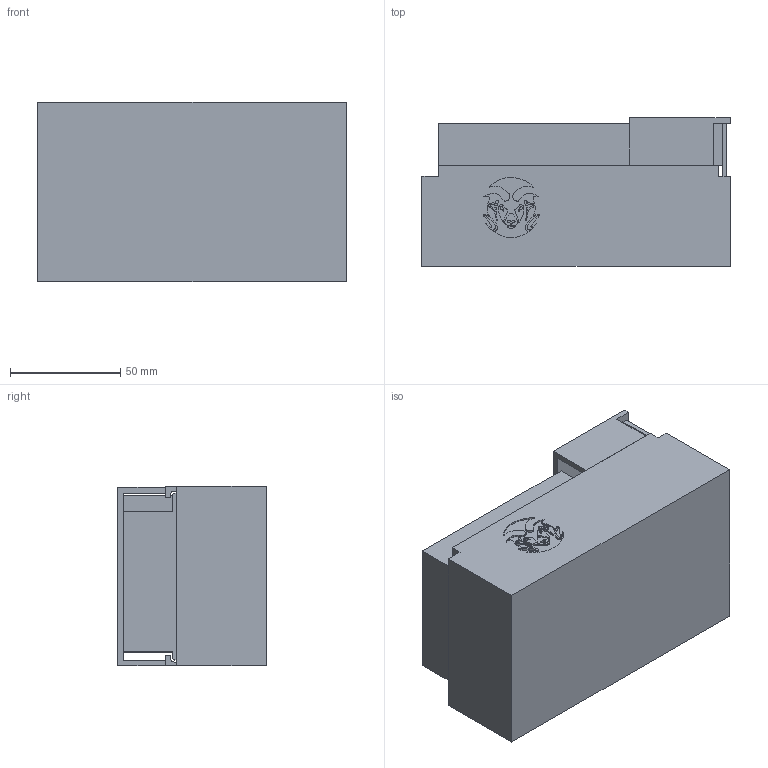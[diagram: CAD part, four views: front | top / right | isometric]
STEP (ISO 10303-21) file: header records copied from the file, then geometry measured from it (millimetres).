
FILE_DESCRIPTION(/* description */ (''),/* implementation_level */ '2;1');
FILE_NAME(/* name */ 'controller case v14.step',/* time_stamp */ '2024-02-16T16:18:55+09:00',/* author */ (''),/* organization */ (''),/* preprocessor_version */ 'ST-DEVELOPER v19.2',/* originating_system */ 'Autodesk Translation Framework v12.6.0.85',/* authorisation */ '');
FILE_SCHEMA (('AUTOMOTIVE_DESIGN { 1 0 10303 214 3 1 1 }'));
Length unit declared in the file: inch
Products named in the file (4): controller case; bottom; top; cap
Assembly tree (3 placements, depth 2):
  controller case
    bottom
    top
    cap
Bounding box: 139.7 x 67.31 x 81.28 mm (x, y, z)
Volume: 179837.5 mm3; surface area: 105616.4 mm2
Topology: 3 solids, 3 shells, 402 faces, 1141 edges, 760 vertices
Faces by surface type: bspline 297, plane 87, cylinder 10, torus 4, sphere 4
Full cylindrical faces by diameter (mm): 2.54 x4, 12.7 x1, 19.939 x1
Entity records: 13962 total; most frequent: CARTESIAN_POINT 6171, ORIENTED_EDGE 2274, EDGE_CURVE 1137, DIRECTION 803, VERTEX_POINT 760, LINE 507, VECTOR 507, EDGE_LOOP 425
